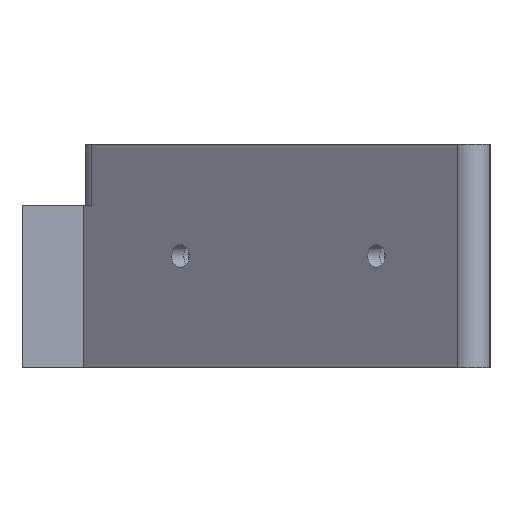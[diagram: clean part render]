
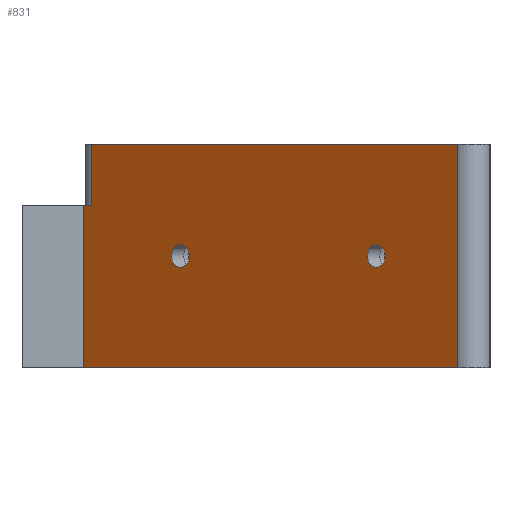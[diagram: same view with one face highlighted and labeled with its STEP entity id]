
A CAD part, left-side view. The second image highlights one B-rep face of the part: STEP entity #831.
In plain terms, the highlighted planar face has unit normal (-0.798, 0.603, 0).
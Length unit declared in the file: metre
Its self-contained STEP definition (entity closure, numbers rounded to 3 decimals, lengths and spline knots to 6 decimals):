
#24=PLANE('',#919);
#53=CIRCLE('',#893,0.00275);
#55=CIRCLE('',#896,0.00275);
#160=ORIENTED_EDGE('',*,*,#335,.T.);
#161=ORIENTED_EDGE('',*,*,#333,.T.);
#162=ORIENTED_EDGE('',*,*,#342,.T.);
#163=ORIENTED_EDGE('',*,*,#318,.T.);
#164=ORIENTED_EDGE('',*,*,#379,.T.);
#165=ORIENTED_EDGE('',*,*,#380,.T.);
#166=ORIENTED_EDGE('',*,*,#381,.F.);
#167=ORIENTED_EDGE('',*,*,#382,.T.);
#318=EDGE_CURVE('',#433,#432,#510,.F.);
#333=EDGE_CURVE('',#447,#447,#53,.T.);
#335=EDGE_CURVE('',#449,#449,#55,.T.);
#342=EDGE_CURVE('',#455,#433,#519,.T.);
#379=EDGE_CURVE('',#432,#487,#546,.T.);
#380=EDGE_CURVE('',#487,#488,#547,.T.);
#381=EDGE_CURVE('',#489,#488,#548,.T.);
#382=EDGE_CURVE('',#489,#455,#549,.T.);
#432=VERTEX_POINT('',#1237);
#433=VERTEX_POINT('',#1239);
#447=VERTEX_POINT('',#1272);
#449=VERTEX_POINT('',#1277);
#455=VERTEX_POINT('',#1293);
#487=VERTEX_POINT('',#1367);
#488=VERTEX_POINT('',#1369);
#489=VERTEX_POINT('',#1371);
#510=LINE('',#1238,#577);
#519=LINE('',#1292,#586);
#546=LINE('',#1366,#613);
#547=LINE('',#1368,#614);
#548=LINE('',#1370,#615);
#549=LINE('',#1372,#616);
#577=VECTOR('',#984,1.);
#586=VECTOR('',#1039,1.);
#613=VECTOR('',#1096,1.);
#614=VECTOR('',#1097,1.);
#615=VECTOR('',#1098,1.);
#616=VECTOR('',#1099,1.);
#667=EDGE_LOOP('',(#160));
#668=EDGE_LOOP('',(#161));
#669=EDGE_LOOP('',(#162,#163,#164,#165,#166,#167));
#744=FACE_BOUND('',#667,.T.);
#745=FACE_BOUND('',#668,.T.);
#746=FACE_BOUND('',#669,.T.);
#831=ADVANCED_FACE('',(#744,#745,#746),#24,.F.);
#893=AXIS2_PLACEMENT_3D('',#1271,#1014,#1015);
#896=AXIS2_PLACEMENT_3D('',#1276,#1020,#1021);
#919=AXIS2_PLACEMENT_3D('',#1365,#1094,#1095);
#984=DIRECTION('',(0.,0.,1.));
#1014=DIRECTION('',(0.798,-0.603,0.));
#1015=DIRECTION('',(0.603,0.798,0.));
#1020=DIRECTION('',(0.798,-0.603,0.));
#1021=DIRECTION('',(0.603,0.798,0.));
#1039=DIRECTION('',(0.603,0.798,0.));
#1094=DIRECTION('',(0.798,-0.603,0.));
#1095=DIRECTION('',(0.603,0.798,0.));
#1096=DIRECTION('',(0.603,0.798,0.));
#1097=DIRECTION('',(0.,0.,-1.));
#1098=DIRECTION('',(0.603,0.798,0.));
#1099=DIRECTION('',(0.,0.,1.));
#1237=CARTESIAN_POINT('',(-0.0615,-0.424486,0.04));
#1238=CARTESIAN_POINT('',(-0.0615,-0.424486,-0.000002));
#1239=CARTESIAN_POINT('',(-0.0615,-0.424486,0.055));
#1271=CARTESIAN_POINT('',(-0.078082,-0.446438,0.0275));
#1272=CARTESIAN_POINT('',(-0.076424,-0.444244,0.0275));
#1276=CARTESIAN_POINT('',(-0.114453,-0.494589,0.0275));
#1277=CARTESIAN_POINT('',(-0.112795,-0.492395,0.0275));
#1292=CARTESIAN_POINT('',(-0.096267,-0.470514,0.055));
#1293=CARTESIAN_POINT('',(-0.129482,-0.514486,0.055));
#1365=CARTESIAN_POINT('',(-0.096267,-0.470514,-0.000002));
#1366=CARTESIAN_POINT('',(-0.06075,-0.423493,0.04));
#1367=CARTESIAN_POINT('',(-0.06,-0.4225,0.04));
#1368=CARTESIAN_POINT('',(-0.06,-0.4225,0.040002));
#1369=CARTESIAN_POINT('',(-0.06,-0.4225,0.));
#1370=CARTESIAN_POINT('',(-0.096267,-0.470514,0.));
#1371=CARTESIAN_POINT('',(-0.129482,-0.514486,0.));
#1372=CARTESIAN_POINT('',(-0.129482,-0.514486,0.055));
